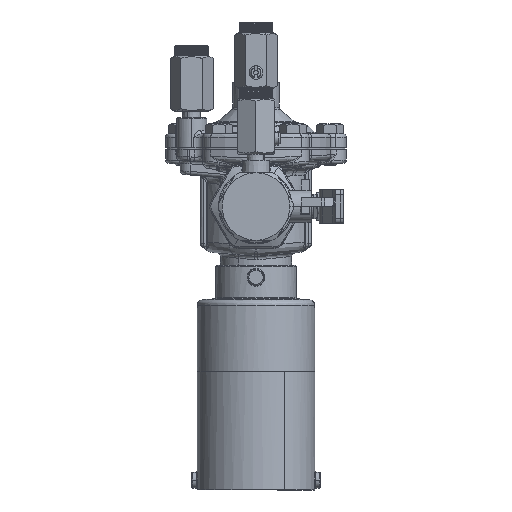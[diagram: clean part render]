
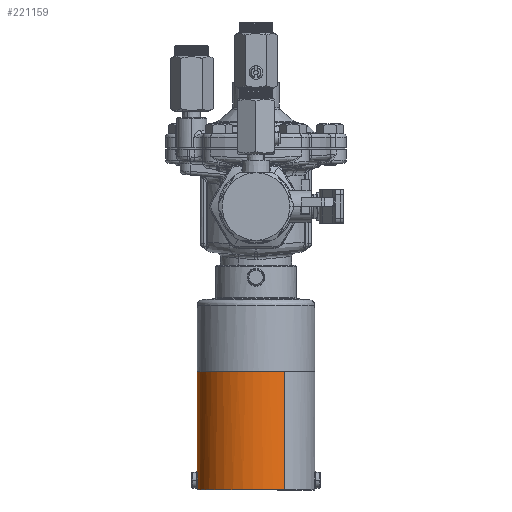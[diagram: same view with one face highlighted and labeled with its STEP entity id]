
A CAD part, front view. The second image highlights one B-rep face of the part: STEP entity #221159.
In plain terms, the highlighted cylindrical face has radius 33.1 mm (diameter 66.2 mm), a partial arc.
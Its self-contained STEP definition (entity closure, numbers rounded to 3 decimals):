
#220958=CARTESIAN_POINT('Control Point',(-32.731,4.926,-153.814)) ;
#220959=CARTESIAN_POINT('Control Point',(-32.731,4.926,-152.866)) ;
#220960=CARTESIAN_POINT('Control Point',(-32.765,4.704,-151.918)) ;
#220961=CARTESIAN_POINT('Control Point',(-32.832,4.262,-151.042)) ;
#220962=CARTESIAN_POINT('Control Point',(-32.976,3.086,-149.666)) ;
#220963=CARTESIAN_POINT('Control Point',(-33.082,1.45,-148.926)) ;
#220964=CARTESIAN_POINT('Control Point',(-33.11,0.625,-148.748)) ;
#220965=CARTESIAN_POINT('Control Point',(-33.107,-1.593,-148.753)) ;
#220966=CARTESIAN_POINT('Control Point',(-32.941,-3.558,-149.943)) ;
#220967=CARTESIAN_POINT('Control Point',(-32.8,-4.469,-151.091)) ;
#220968=CARTESIAN_POINT('Control Point',(-32.731,-4.926,-152.452)) ;
#220969=CARTESIAN_POINT('Control Point',(-32.731,-4.926,-153.814)) ;
#220970=CARTESIAN_POINT('Vertex',(-32.731,-4.926,-153.814)) ;
#220972=CARTESIAN_POINT('Vertex',(-32.731,4.926,-153.814)) ;
#221072=CARTESIAN_POINT('Control Point',(-32.731,4.926,-153.814)) ;
#221073=CARTESIAN_POINT('Control Point',(-32.731,4.926,-155.275)) ;
#221074=CARTESIAN_POINT('Control Point',(-32.81,4.399,-156.736)) ;
#221075=CARTESIAN_POINT('Control Point',(-32.973,3.349,-157.934)) ;
#221076=CARTESIAN_POINT('Control Point',(-33.144,0.983,-159.123)) ;
#221077=CARTESIAN_POINT('Control Point',(-33.089,-1.555,-158.735)) ;
#221078=CARTESIAN_POINT('Control Point',(-33.02,-2.539,-158.291)) ;
#221079=CARTESIAN_POINT('Control Point',(-32.883,-3.861,-157.2)) ;
#221080=CARTESIAN_POINT('Control Point',(-32.776,-4.628,-155.698)) ;
#221081=CARTESIAN_POINT('Control Point',(-32.746,-4.826,-155.084)) ;
#221082=CARTESIAN_POINT('Control Point',(-32.731,-4.926,-154.449)) ;
#221083=CARTESIAN_POINT('Control Point',(-32.731,-4.926,-153.814)) ;
#221092=CARTESIAN_POINT('Axis2P3D Location',(0.,0.,-126.114)) ;
#221098=CARTESIAN_POINT('Control Point',(-15.869,29.048,-159.314)) ;
#221099=CARTESIAN_POINT('Control Point',(-20.432,26.555,-159.314)) ;
#221100=CARTESIAN_POINT('Control Point',(-24.505,23.167,-159.314)) ;
#221101=CARTESIAN_POINT('Control Point',(-27.854,19.01,-159.314)) ;
#221102=CARTESIAN_POINT('Control Point',(-32.741,9.606,-159.314)) ;
#221103=CARTESIAN_POINT('Control Point',(-33.709,-0.947,-159.314)) ;
#221104=CARTESIAN_POINT('Control Point',(-33.137,-6.254,-159.314)) ;
#221105=CARTESIAN_POINT('Control Point',(-29.944,-16.358,-159.314)) ;
#221106=CARTESIAN_POINT('Control Point',(-23.167,-24.505,-159.314)) ;
#221107=CARTESIAN_POINT('Control Point',(-19.01,-27.854,-159.314)) ;
#221108=CARTESIAN_POINT('Control Point',(-9.606,-32.741,-159.314)) ;
#221109=CARTESIAN_POINT('Control Point',(0.947,-33.709,-159.314)) ;
#221110=CARTESIAN_POINT('Control Point',(6.254,-33.137,-159.314)) ;
#221111=CARTESIAN_POINT('Control Point',(11.306,-31.541,-159.314)) ;
#221112=CARTESIAN_POINT('Control Point',(15.869,-29.048,-159.314)) ;
#221113=CARTESIAN_POINT('Vertex',(-15.869,29.048,-159.314)) ;
#221115=CARTESIAN_POINT('Vertex',(15.869,-29.048,-159.314)) ;
#221118=CARTESIAN_POINT('Line Origine',(15.869,-29.048,-126.114)) ;
#221122=CARTESIAN_POINT('Vertex',(15.869,-29.048,-92.914)) ;
#221126=CARTESIAN_POINT('Control Point',(-15.869,29.048,-92.914)) ;
#221127=CARTESIAN_POINT('Control Point',(-20.432,26.555,-92.914)) ;
#221128=CARTESIAN_POINT('Control Point',(-24.505,23.167,-92.914)) ;
#221129=CARTESIAN_POINT('Control Point',(-27.854,19.01,-92.914)) ;
#221130=CARTESIAN_POINT('Control Point',(-32.741,9.606,-92.914)) ;
#221131=CARTESIAN_POINT('Control Point',(-33.709,-0.947,-92.914)) ;
#221132=CARTESIAN_POINT('Control Point',(-33.137,-6.254,-92.914)) ;
#221133=CARTESIAN_POINT('Control Point',(-29.944,-16.358,-92.914)) ;
#221134=CARTESIAN_POINT('Control Point',(-23.167,-24.505,-92.914)) ;
#221135=CARTESIAN_POINT('Control Point',(-19.01,-27.854,-92.914)) ;
#221136=CARTESIAN_POINT('Control Point',(-9.606,-32.741,-92.914)) ;
#221137=CARTESIAN_POINT('Control Point',(0.947,-33.709,-92.914)) ;
#221138=CARTESIAN_POINT('Control Point',(6.254,-33.137,-92.914)) ;
#221139=CARTESIAN_POINT('Control Point',(11.306,-31.541,-92.914)) ;
#221140=CARTESIAN_POINT('Control Point',(15.869,-29.048,-92.914)) ;
#221141=CARTESIAN_POINT('Vertex',(-15.869,29.048,-92.914)) ;
#221144=CARTESIAN_POINT('Line Origine',(-15.869,29.048,-126.114)) ;
#221120=VECTOR('Line Direction',#221119,1.) ;
#221146=VECTOR('Line Direction',#221145,1.) ;
#221093=DIRECTION('Axis2P3D Direction',(0.,0.,1.)) ;
#221094=DIRECTION('Axis2P3D XDirection',(0.479,-0.878,0.)) ;
#221119=DIRECTION('Vector Direction',(0.,0.,1.)) ;
#221145=DIRECTION('Vector Direction',(0.,0.,1.)) ;
#221095=AXIS2_PLACEMENT_3D('Cylinder Axis2P3D',#221092,#221093,#221094) ;
#221121=LINE('Line',#221118,#221120) ;
#221147=LINE('Line',#221144,#221146) ;
#221096=CYLINDRICAL_SURFACE('generated cylinder',#221095,33.1) ;
#221158=FACE_BOUND('',#221155,.T.) ;
#220974=EDGE_CURVE('',#220971,#220973,#220957,.F.) ;
#221084=EDGE_CURVE('',#220973,#220971,#221071,.T.) ;
#221117=EDGE_CURVE('',#221114,#221116,#221097,.T.) ;
#221124=EDGE_CURVE('',#221123,#221116,#221121,.F.) ;
#221143=EDGE_CURVE('',#221142,#221123,#221125,.T.) ;
#221148=EDGE_CURVE('',#221142,#221114,#221147,.F.) ;
#221150=ORIENTED_EDGE('',*,*,#221117,.T.) ;
#221151=ORIENTED_EDGE('',*,*,#221124,.F.) ;
#221152=ORIENTED_EDGE('',*,*,#221143,.F.) ;
#221153=ORIENTED_EDGE('',*,*,#221148,.T.) ;
#221156=ORIENTED_EDGE('',*,*,#221084,.F.) ;
#221157=ORIENTED_EDGE('',*,*,#220974,.F.) ;
#221149=EDGE_LOOP('',(#221150,#221151,#221152,#221153)) ;
#221155=EDGE_LOOP('',(#221156,#221157)) ;
#220971=VERTEX_POINT('',#220970) ;
#220973=VERTEX_POINT('',#220972) ;
#221114=VERTEX_POINT('',#221113) ;
#221116=VERTEX_POINT('',#221115) ;
#221123=VERTEX_POINT('',#221122) ;
#221142=VERTEX_POINT('',#221141) ;
#221159=ADVANCED_FACE('H0001524.3\\PartBody.1',(#221154,#221158),#221096,.T.) ;
#220957=B_SPLINE_CURVE_WITH_KNOTS('',5,(#220958,#220959,#220960,#220961,#220962,#220963,#220964,#220965,#220966,#220967,#220968,#220969),.UNSPECIFIED.,.F.,.U.,(6,3,3,6),(0.,4.562,8.528,15.081),.UNSPECIFIED.) ;
#221071=B_SPLINE_CURVE_WITH_KNOTS('',5,(#221072,#221073,#221074,#221075,#221076,#221077,#221078,#221079,#221080,#221081,#221082,#221083),.UNSPECIFIED.,.F.,.U.,(6,3,3,6),(0.,7.061,12.071,15.14),.UNSPECIFIED.) ;
#221097=B_SPLINE_CURVE_WITH_KNOTS('',5,(#221098,#221099,#221100,#221101,#221102,#221103,#221104,#221105,#221106,#221107,#221108,#221109,#221110,#221111,#221112),.UNSPECIFIED.,.F.,.U.,(6,3,3,3,6),(-51.993,-25.997,0.,25.997,51.993),.UNSPECIFIED.) ;
#221125=B_SPLINE_CURVE_WITH_KNOTS('',5,(#221126,#221127,#221128,#221129,#221130,#221131,#221132,#221133,#221134,#221135,#221136,#221137,#221138,#221139,#221140),.UNSPECIFIED.,.F.,.U.,(6,3,3,3,6),(-51.993,-25.997,0.,25.997,51.993),.UNSPECIFIED.) ;
#221154=FACE_OUTER_BOUND('',#221149,.T.) ;
